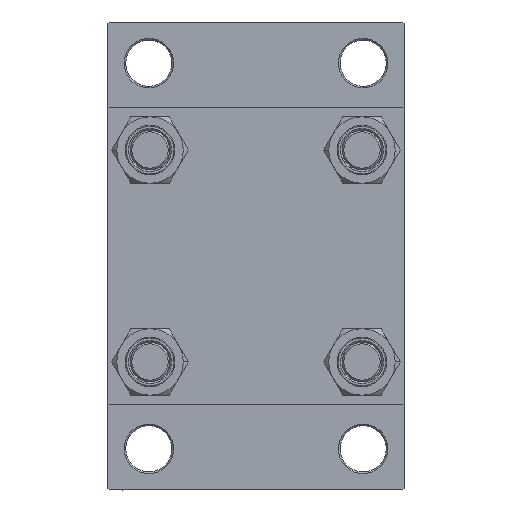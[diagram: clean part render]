
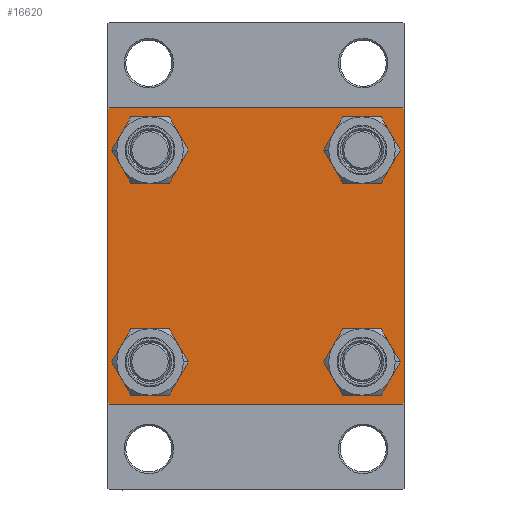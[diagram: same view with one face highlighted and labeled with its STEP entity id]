
A CAD part, left-side view. The second image highlights one B-rep face of the part: STEP entity #16620.
In plain terms, the highlighted planar face has unit normal (-1, 0, 0).
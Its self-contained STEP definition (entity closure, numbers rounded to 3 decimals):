
#67 = CARTESIAN_POINT ( 'NONE',  ( 0., -32.15, -32.15 ) ) ;
#161 = CARTESIAN_POINT ( 'NONE',  ( 0., 32.15, 38.65 ) ) ;
#518 = VERTEX_POINT ( 'NONE', #17062 ) ;
#1751 = EDGE_CURVE ( 'NONE', #3951, #3841, #20889, .T. ) ;
#1801 = FACE_BOUND ( 'NONE', #13455, .T. ) ;
#1967 = DIRECTION ( 'NONE',  ( 0., -1., 0. ) ) ;
#2037 = FACE_BOUND ( 'NONE', #38369, .T. ) ;
#2276 = DIRECTION ( 'NONE',  ( 0., 0., 1. ) ) ;
#2298 = EDGE_CURVE ( 'NONE', #26282, #41237, #44558, .T. ) ;
#2438 = LINE ( 'NONE', #13183, #40266 ) ;
#2757 = CARTESIAN_POINT ( 'NONE',  ( 0., 32.15, 32.15 ) ) ;
#2887 = CARTESIAN_POINT ( 'NONE',  ( 0., -32.15, 32.15 ) ) ;
#3086 = CIRCLE ( 'NONE', #8439, 6.5 ) ;
#3253 = EDGE_CURVE ( 'NONE', #31245, #44141, #29413, .T. ) ;
#3478 = ORIENTED_EDGE ( 'NONE', *, *, #36744, .T. ) ;
#3493 = CIRCLE ( 'NONE', #20313, 6.5 ) ;
#3841 = VERTEX_POINT ( 'NONE', #161 ) ;
#3951 = VERTEX_POINT ( 'NONE', #7792 ) ;
#4090 = DIRECTION ( 'NONE',  ( 0., -1., 0. ) ) ;
#4119 = DIRECTION ( 'NONE',  ( 0., 0., 1. ) ) ;
#4808 = EDGE_LOOP ( 'NONE', ( #11262, #16777 ) ) ;
#4907 = EDGE_CURVE ( 'NONE', #34987, #23379, #10622, .T. ) ;
#5620 = CARTESIAN_POINT ( 'NONE',  ( 0., -44.5, -45. ) ) ;
#5717 = VECTOR ( 'NONE', #4090, 1000. ) ;
#5779 = CARTESIAN_POINT ( 'NONE',  ( 0., 32.15, 32.15 ) ) ;
#6603 = VECTOR ( 'NONE', #29959, 1000. ) ;
#7008 = CARTESIAN_POINT ( 'NONE',  ( 0., -32.15, 32.15 ) ) ;
#7042 = CARTESIAN_POINT ( 'NONE',  ( 0., 45., 45. ) ) ;
#7075 = VECTOR ( 'NONE', #15654, 1000. ) ;
#7792 = CARTESIAN_POINT ( 'NONE',  ( 0., 32.15, 25.65 ) ) ;
#8314 = DIRECTION ( 'NONE',  ( 0., 0., 1. ) ) ;
#8439 = AXIS2_PLACEMENT_3D ( 'NONE', #67, #11747, #4119 ) ;
#9277 = EDGE_CURVE ( 'NONE', #25209, #23773, #47046, .T. ) ;
#9575 = CARTESIAN_POINT ( 'NONE',  ( 0., 44.5, -45. ) ) ;
#9847 = DIRECTION ( 'NONE',  ( 0., -0.707, -0.707 ) ) ;
#10400 = ORIENTED_EDGE ( 'NONE', *, *, #12297, .T. ) ;
#10450 = VERTEX_POINT ( 'NONE', #31593 ) ;
#10622 = LINE ( 'NONE', #7042, #27093 ) ;
#11262 = ORIENTED_EDGE ( 'NONE', *, *, #2298, .T. ) ;
#11337 = ORIENTED_EDGE ( 'NONE', *, *, #22115, .T. ) ;
#11747 = DIRECTION ( 'NONE',  ( 1., 0., 0. ) ) ;
#11763 = EDGE_CURVE ( 'NONE', #17117, #32882, #18974, .T. ) ;
#11772 = EDGE_CURVE ( 'NONE', #29485, #34987, #19904, .T. ) ;
#11773 = AXIS2_PLACEMENT_3D ( 'NONE', #5779, #20352, #34916 ) ;
#11966 = CARTESIAN_POINT ( 'NONE',  ( 0., -45., 44.5 ) ) ;
#12297 = EDGE_CURVE ( 'NONE', #31488, #518, #29510, .T. ) ;
#13183 = CARTESIAN_POINT ( 'NONE',  ( 0., 45., 45. ) ) ;
#13455 = EDGE_LOOP ( 'NONE', ( #15502, #28955 ) ) ;
#13665 = CARTESIAN_POINT ( 'NONE',  ( 0., 44.75, -44.75 ) ) ;
#13866 = DIRECTION ( 'NONE',  ( 1., 0., 0. ) ) ;
#14345 = VECTOR ( 'NONE', #23647, 1000. ) ;
#14371 = ORIENTED_EDGE ( 'NONE', *, *, #31829, .T. ) ;
#15192 = CARTESIAN_POINT ( 'NONE',  ( 0., -44.75, -44.75 ) ) ;
#15502 = ORIENTED_EDGE ( 'NONE', *, *, #9277, .T. ) ;
#15654 = DIRECTION ( 'NONE',  ( 0., -0.707, 0.707 ) ) ;
#16365 = PLANE ( 'NONE',  #29459 ) ;
#16617 = ORIENTED_EDGE ( 'NONE', *, *, #11763, .F. ) ;
#16620 = ADVANCED_FACE ( 'NONE', ( #41904, #34276, #1801, #2037, #23530 ), #16365, .T. ) ;
#16777 = ORIENTED_EDGE ( 'NONE', *, *, #39760, .T. ) ;
#16949 = DIRECTION ( 'NONE',  ( 0., 0., 1. ) ) ;
#17062 = CARTESIAN_POINT ( 'NONE',  ( 0., -32.15, -25.65 ) ) ;
#17117 = VERTEX_POINT ( 'NONE', #11966 ) ;
#17281 = CARTESIAN_POINT ( 'NONE',  ( 0., 44.75, 44.75 ) ) ;
#17505 = EDGE_CURVE ( 'NONE', #3841, #3951, #3493, .T. ) ;
#17561 = DIRECTION ( 'NONE',  ( 0., 0., -1. ) ) ;
#17804 = CARTESIAN_POINT ( 'NONE',  ( 0., 32.15, -38.65 ) ) ;
#18852 = EDGE_LOOP ( 'NONE', ( #28196, #35242, #26754, #3478, #16617, #11337, #35955, #40680 ) ) ;
#18974 = LINE ( 'NONE', #45204, #6603 ) ;
#19904 = LINE ( 'NONE', #17281, #24893 ) ;
#20313 = AXIS2_PLACEMENT_3D ( 'NONE', #2757, #46207, #46452 ) ;
#20352 = DIRECTION ( 'NONE',  ( 1., 0., 0. ) ) ;
#20889 = CIRCLE ( 'NONE', #11773, 6.5 ) ;
#21188 = CARTESIAN_POINT ( 'NONE',  ( 0., 44.5, 45. ) ) ;
#21797 = AXIS2_PLACEMENT_3D ( 'NONE', #46061, #42710, #16949 ) ;
#22115 = EDGE_CURVE ( 'NONE', #17117, #10450, #42017, .T. ) ;
#22355 = CARTESIAN_POINT ( 'NONE',  ( 0., 45., 44.5 ) ) ;
#22647 = AXIS2_PLACEMENT_3D ( 'NONE', #34530, #37870, #30724 ) ;
#23064 = CARTESIAN_POINT ( 'NONE',  ( 0., 0., 0. ) ) ;
#23379 = VERTEX_POINT ( 'NONE', #25250 ) ;
#23530 = FACE_OUTER_BOUND ( 'NONE', #18852, .T. ) ;
#23647 = DIRECTION ( 'NONE',  ( 0., 0.707, 0.707 ) ) ;
#23773 = VERTEX_POINT ( 'NONE', #17804 ) ;
#23881 = CARTESIAN_POINT ( 'NONE',  ( 0., -44.75, 44.75 ) ) ;
#23934 = LINE ( 'NONE', #13665, #25406 ) ;
#24213 = DIRECTION ( 'NONE',  ( 0., 0., 1. ) ) ;
#24893 = VECTOR ( 'NONE', #38753, 1000. ) ;
#25107 = AXIS2_PLACEMENT_3D ( 'NONE', #41946, #34319, #8314 ) ;
#25209 = VERTEX_POINT ( 'NONE', #41595 ) ;
#25250 = CARTESIAN_POINT ( 'NONE',  ( 0., 45., -44.5 ) ) ;
#25406 = VECTOR ( 'NONE', #9847, 1000. ) ;
#25566 = DIRECTION ( 'NONE',  ( 0., 0., 1. ) ) ;
#26115 = EDGE_CURVE ( 'NONE', #29485, #10450, #2438, .T. ) ;
#26282 = VERTEX_POINT ( 'NONE', #47059 ) ;
#26695 = ORIENTED_EDGE ( 'NONE', *, *, #1751, .T. ) ;
#26754 = ORIENTED_EDGE ( 'NONE', *, *, #3253, .T. ) ;
#27093 = VECTOR ( 'NONE', #17561, 1000. ) ;
#27671 = CARTESIAN_POINT ( 'NONE',  ( 0., -32.15, -38.65 ) ) ;
#27739 = AXIS2_PLACEMENT_3D ( 'NONE', #7008, #42354, #24213 ) ;
#28196 = ORIENTED_EDGE ( 'NONE', *, *, #4907, .T. ) ;
#28409 = EDGE_CURVE ( 'NONE', #23773, #25209, #31977, .T. ) ;
#28955 = ORIENTED_EDGE ( 'NONE', *, *, #28409, .T. ) ;
#29413 = LINE ( 'NONE', #47060, #5717 ) ;
#29459 = AXIS2_PLACEMENT_3D ( 'NONE', #23064, #34992, #2276 ) ;
#29485 = VERTEX_POINT ( 'NONE', #21188 ) ;
#29510 = CIRCLE ( 'NONE', #22647, 6.5 ) ;
#29959 = DIRECTION ( 'NONE',  ( 0., 0., -1. ) ) ;
#30100 = AXIS2_PLACEMENT_3D ( 'NONE', #2887, #13866, #25566 ) ;
#30724 = DIRECTION ( 'NONE',  ( 0., 0., 1. ) ) ;
#31245 = VERTEX_POINT ( 'NONE', #9575 ) ;
#31488 = VERTEX_POINT ( 'NONE', #27671 ) ;
#31593 = CARTESIAN_POINT ( 'NONE',  ( 0., -44.5, 45. ) ) ;
#31829 = EDGE_CURVE ( 'NONE', #518, #31488, #3086, .T. ) ;
#31977 = CIRCLE ( 'NONE', #25107, 6.5 ) ;
#32882 = VERTEX_POINT ( 'NONE', #44350 ) ;
#34276 = FACE_BOUND ( 'NONE', #41565, .T. ) ;
#34319 = DIRECTION ( 'NONE',  ( 1., 0., 0. ) ) ;
#34530 = CARTESIAN_POINT ( 'NONE',  ( 0., -32.15, -32.15 ) ) ;
#34916 = DIRECTION ( 'NONE',  ( 0., 0., 1. ) ) ;
#34987 = VERTEX_POINT ( 'NONE', #22355 ) ;
#34992 = DIRECTION ( 'NONE',  ( -1., 0., 0. ) ) ;
#35242 = ORIENTED_EDGE ( 'NONE', *, *, #40985, .T. ) ;
#35955 = ORIENTED_EDGE ( 'NONE', *, *, #26115, .F. ) ;
#36744 = EDGE_CURVE ( 'NONE', #44141, #32882, #41429, .T. ) ;
#37870 = DIRECTION ( 'NONE',  ( 1., 0., 0. ) ) ;
#38369 = EDGE_LOOP ( 'NONE', ( #41971, #26695 ) ) ;
#38753 = DIRECTION ( 'NONE',  ( 0., 0.707, -0.707 ) ) ;
#39154 = CARTESIAN_POINT ( 'NONE',  ( 0., -32.15, 25.65 ) ) ;
#39760 = EDGE_CURVE ( 'NONE', #41237, #26282, #39821, .T. ) ;
#39821 = CIRCLE ( 'NONE', #27739, 6.5 ) ;
#40266 = VECTOR ( 'NONE', #1967, 1000. ) ;
#40680 = ORIENTED_EDGE ( 'NONE', *, *, #11772, .T. ) ;
#40985 = EDGE_CURVE ( 'NONE', #23379, #31245, #23934, .T. ) ;
#41237 = VERTEX_POINT ( 'NONE', #39154 ) ;
#41429 = LINE ( 'NONE', #15192, #7075 ) ;
#41565 = EDGE_LOOP ( 'NONE', ( #14371, #10400 ) ) ;
#41595 = CARTESIAN_POINT ( 'NONE',  ( 0., 32.15, -25.65 ) ) ;
#41904 = FACE_BOUND ( 'NONE', #4808, .T. ) ;
#41946 = CARTESIAN_POINT ( 'NONE',  ( 0., 32.15, -32.15 ) ) ;
#41971 = ORIENTED_EDGE ( 'NONE', *, *, #17505, .T. ) ;
#42017 = LINE ( 'NONE', #23881, #14345 ) ;
#42354 = DIRECTION ( 'NONE',  ( 1., 0., 0. ) ) ;
#42710 = DIRECTION ( 'NONE',  ( 1., 0., 0. ) ) ;
#44141 = VERTEX_POINT ( 'NONE', #5620 ) ;
#44350 = CARTESIAN_POINT ( 'NONE',  ( 0., -45., -44.5 ) ) ;
#44558 = CIRCLE ( 'NONE', #30100, 6.5 ) ;
#45204 = CARTESIAN_POINT ( 'NONE',  ( 0., -45., 45. ) ) ;
#46061 = CARTESIAN_POINT ( 'NONE',  ( 0., 32.15, -32.15 ) ) ;
#46207 = DIRECTION ( 'NONE',  ( 1., 0., 0. ) ) ;
#46452 = DIRECTION ( 'NONE',  ( 0., 0., 1. ) ) ;
#47046 = CIRCLE ( 'NONE', #21797, 6.5 ) ;
#47059 = CARTESIAN_POINT ( 'NONE',  ( 0., -32.15, 38.65 ) ) ;
#47060 = CARTESIAN_POINT ( 'NONE',  ( 0., 45., -45. ) ) ;
